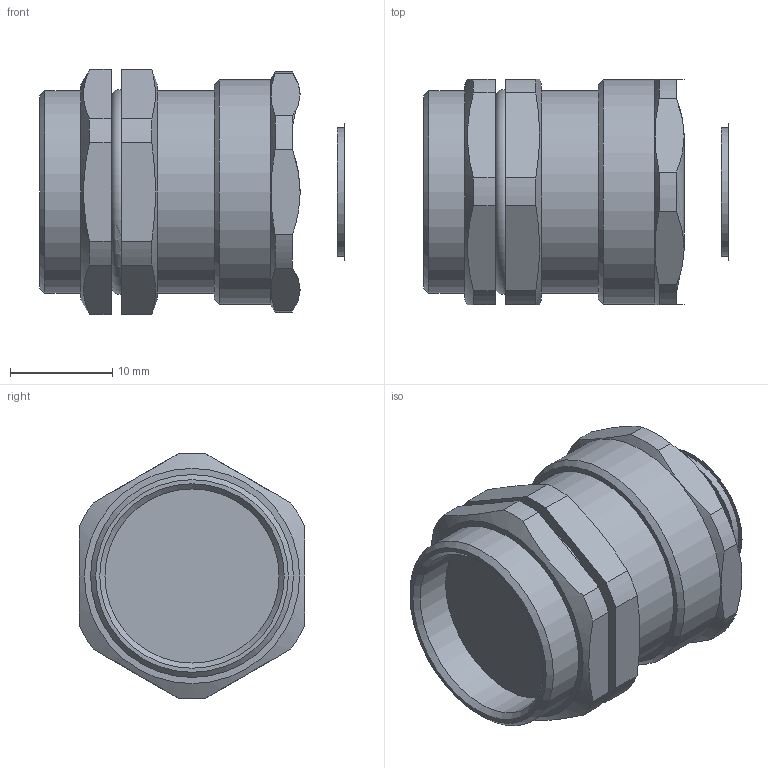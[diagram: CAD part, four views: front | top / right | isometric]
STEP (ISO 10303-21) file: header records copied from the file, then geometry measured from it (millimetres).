
FILE_DESCRIPTION(/* description */ (''),/* implementation_level */ '2;1');
FILE_NAME(/* name */ '',/* time_stamp */ '2023-07-13T09:12:30+07:00',/* author */ ('zeta-09'),/* organization */ (''),/* preprocessor_version */ 'ST-DEVELOPER v19.2',/* originating_system */ 'Autodesk Inventor 2024',/* authorisation */ '');
FILE_SCHEMA (('AUTOMOTIVE_DESIGN { 1 0 10303 214 3 1 1 }'));
Length unit declared in the file: millimetre
Products named in the file (1): Деталь9
Bounding box: 29.75 x 22 x 23.98 mm (x, y, z)
Volume: 9204 mm3; surface area: 3214.9 mm2
Topology: 1 solids, 1 shells, 60 faces, 149 edges, 98 vertices
Faces by surface type: plane 27, cylinder 24, cone 8, torus 1
Full cylindrical faces by diameter (mm): 12.5 x1, 17 x1, 18.8 x1, 19.8 x2, 21.92 x1
Entity records: 1897 total; most frequent: CARTESIAN_POINT 358, DIRECTION 308, ORIENTED_EDGE 298, EDGE_CURVE 149, AXIS2_PLACEMENT_3D 123, VERTEX_POINT 98, EDGE_LOOP 67, CIRCLE 62
